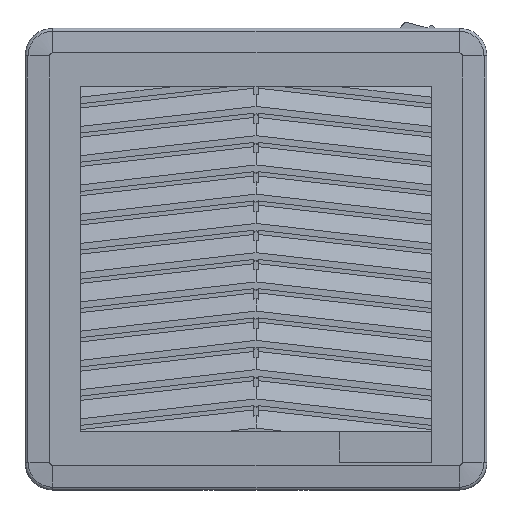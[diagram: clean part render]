
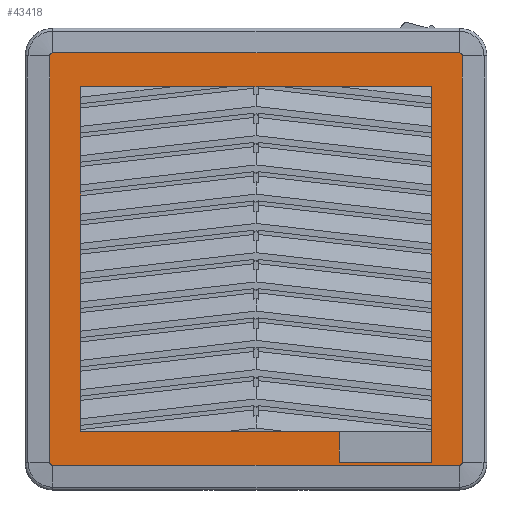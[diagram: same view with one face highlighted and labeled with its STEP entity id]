
A CAD part, front view. The second image highlights one B-rep face of the part: STEP entity #43418.
In plain terms, the highlighted planar face has unit normal (0, -1, 0).
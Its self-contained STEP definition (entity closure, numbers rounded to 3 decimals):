
#36903=DIRECTION('',(-1.,0.,0.));
#36904=VECTOR('',#36903,114.);
#36905=CARTESIAN_POINT('',(57.,-67.8,57.1));
#36906=LINE('',#36905,#36904);
#36959=DIRECTION('',(0.,0.,-1.));
#36960=VECTOR('',#36959,112.);
#36961=CARTESIAN_POINT('',(-57.,-67.8,57.1));
#36962=LINE('',#36961,#36960);
#37957=DIRECTION('',(0.,0.,1.));
#37958=VECTOR('',#37957,132.);
#37959=CARTESIAN_POINT('',(67.,-67.8,-64.9));
#37960=LINE('',#37959,#37958);
#37964=CARTESIAN_POINT('',(66.,-67.8,-64.9));
#37965=DIRECTION('',(0.,-1.,0.));
#37966=DIRECTION('',(0.,0.,-1.));
#37967=AXIS2_PLACEMENT_3D('',#37964,#37965,#37966);
#37972=DIRECTION('',(1.,0.,0.));
#37973=VECTOR('',#37972,132.);
#37974=CARTESIAN_POINT('',(-66.,-67.8,-65.9));
#37975=LINE('',#37974,#37973);
#37979=CARTESIAN_POINT('',(-66.,-67.8,-64.9));
#37980=DIRECTION('',(0.,-1.,0.));
#37981=DIRECTION('',(-1.,0.,0.));
#37982=AXIS2_PLACEMENT_3D('',#37979,#37980,#37981);
#37987=DIRECTION('',(0.,0.,-1.));
#37988=VECTOR('',#37987,132.);
#37989=CARTESIAN_POINT('',(-67.,-67.8,67.1));
#37990=LINE('',#37989,#37988);
#37994=CARTESIAN_POINT('',(-66.,-67.8,67.1));
#37995=DIRECTION('',(0.,-1.,0.));
#37996=DIRECTION('',(0.,0.,1.));
#37997=AXIS2_PLACEMENT_3D('',#37994,#37995,#37996);
#38002=DIRECTION('',(-1.,0.,0.));
#38003=VECTOR('',#38002,132.);
#38004=CARTESIAN_POINT('',(66.,-67.8,68.1));
#38005=LINE('',#38004,#38003);
#38009=CARTESIAN_POINT('',(66.,-67.8,67.1));
#38010=DIRECTION('',(0.,-1.,0.));
#38011=DIRECTION('',(1.,0.,0.));
#38012=AXIS2_PLACEMENT_3D('',#38009,#38010,#38011);
#38441=DIRECTION('',(0.,0.,-1.));
#38442=VECTOR('',#38441,10.);
#38443=CARTESIAN_POINT('',(27.,-67.8,-54.9));
#38444=LINE('',#38443,#38442);
#38484=DIRECTION('',(0.,0.,1.));
#38485=VECTOR('',#38484,122.);
#38486=CARTESIAN_POINT('',(57.,-67.8,-64.9));
#38487=LINE('',#38486,#38485);
#38948=DIRECTION('',(1.,0.,0.));
#38949=VECTOR('',#38948,30.);
#38950=CARTESIAN_POINT('',(27.,-67.8,-64.9));
#38951=LINE('',#38950,#38949);
#38955=DIRECTION('',(1.,0.,0.));
#38956=VECTOR('',#38955,84.);
#38957=CARTESIAN_POINT('',(-57.,-67.8,-54.9));
#38958=LINE('',#38957,#38956);
#41553=CARTESIAN_POINT('',(-67.,-67.8,-64.9));
#41554=CARTESIAN_POINT('',(-66.,-67.8,-65.9));
#41555=VERTEX_POINT('',#41553);
#41556=VERTEX_POINT('',#41554);
#41557=CARTESIAN_POINT('',(-67.,-67.8,67.1));
#41558=VERTEX_POINT('',#41557);
#41559=CARTESIAN_POINT('',(66.,-67.8,-65.9));
#41560=VERTEX_POINT('',#41559);
#41643=CARTESIAN_POINT('',(67.,-67.8,-64.9));
#41644=VERTEX_POINT('',#41643);
#41647=CARTESIAN_POINT('',(67.,-67.8,67.1));
#41648=VERTEX_POINT('',#41647);
#41665=CARTESIAN_POINT('',(66.,-67.8,68.1));
#41666=VERTEX_POINT('',#41665);
#41677=CARTESIAN_POINT('',(-66.,-67.8,68.1));
#41678=VERTEX_POINT('',#41677);
#41683=CARTESIAN_POINT('',(27.,-67.8,-54.9));
#41684=CARTESIAN_POINT('',(27.,-67.8,-64.9));
#41685=VERTEX_POINT('',#41683);
#41686=VERTEX_POINT('',#41684);
#41687=CARTESIAN_POINT('',(57.,-67.8,-64.9));
#41688=VERTEX_POINT('',#41687);
#41689=CARTESIAN_POINT('',(57.,-67.8,57.1));
#41690=VERTEX_POINT('',#41689);
#41691=CARTESIAN_POINT('',(-57.,-67.8,57.1));
#41692=VERTEX_POINT('',#41691);
#41693=CARTESIAN_POINT('',(-57.,-67.8,-54.9));
#41694=VERTEX_POINT('',#41693);
#43389=CARTESIAN_POINT('',(67.,-67.8,-65.9));
#43390=DIRECTION('',(0.,-1.,0.));
#43391=DIRECTION('',(1.,0.,0.));
#43392=AXIS2_PLACEMENT_3D('',#43389,#43390,#43391);
#43393=PLANE('',#43392);
#43394=ORIENTED_EDGE('',*,*,#43336,.F.);
#43395=ORIENTED_EDGE('',*,*,#43351,.F.);
#43396=ORIENTED_EDGE('',*,*,#43366,.F.);
#43397=ORIENTED_EDGE('',*,*,#43379,.F.);
#43399=ORIENTED_EDGE('',*,*,#43398,.F.);
#43401=ORIENTED_EDGE('',*,*,#43400,.F.);
#43402=ORIENTED_EDGE('',*,*,#43306,.F.);
#43403=ORIENTED_EDGE('',*,*,#43321,.F.);
#43404=EDGE_LOOP('',(#43394,#43395,#43396,#43397,#43399,#43401,#43402,#43403));
#43405=FACE_OUTER_BOUND('',#43404,.F.);
#43407=ORIENTED_EDGE('',*,*,#43406,.T.);
#43409=ORIENTED_EDGE('',*,*,#43408,.T.);
#43411=ORIENTED_EDGE('',*,*,#43410,.T.);
#43412=ORIENTED_EDGE('',*,*,#42625,.T.);
#43413=ORIENTED_EDGE('',*,*,#42666,.T.);
#43415=ORIENTED_EDGE('',*,*,#43414,.T.);
#43416=EDGE_LOOP('',(#43407,#43409,#43411,#43412,#43413,#43415));
#43417=FACE_BOUND('',#43416,.F.);
#43418=ADVANCED_FACE('',(#43405,#43417),#43393,.T.);
#37968=CIRCLE('',#37967,1.);
#37983=CIRCLE('',#37982,1.);
#37998=CIRCLE('',#37997,1.);
#38013=CIRCLE('',#38012,1.);
#42625=EDGE_CURVE('',#41690,#41692,#36906,.T.);
#42666=EDGE_CURVE('',#41692,#41694,#36962,.T.);
#43306=EDGE_CURVE('',#41666,#41678,#38005,.T.);
#43321=EDGE_CURVE('',#41648,#41666,#38013,.T.);
#43336=EDGE_CURVE('',#41644,#41648,#37960,.T.);
#43351=EDGE_CURVE('',#41560,#41644,#37968,.T.);
#43366=EDGE_CURVE('',#41556,#41560,#37975,.T.);
#43379=EDGE_CURVE('',#41555,#41556,#37983,.T.);
#43398=EDGE_CURVE('',#41558,#41555,#37990,.T.);
#43400=EDGE_CURVE('',#41678,#41558,#37998,.T.);
#43406=EDGE_CURVE('',#41685,#41686,#38444,.T.);
#43408=EDGE_CURVE('',#41686,#41688,#38951,.T.);
#43410=EDGE_CURVE('',#41688,#41690,#38487,.T.);
#43414=EDGE_CURVE('',#41694,#41685,#38958,.T.);
